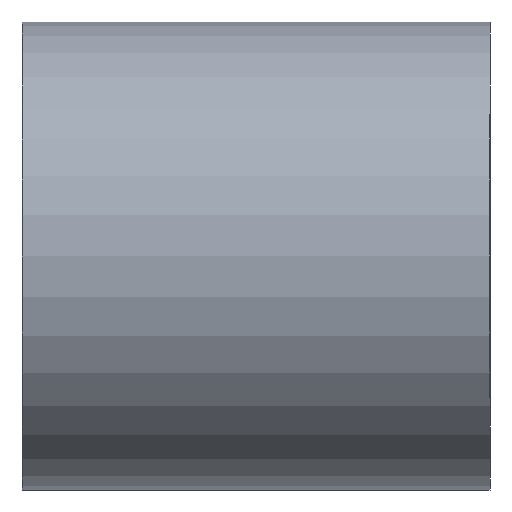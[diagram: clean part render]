
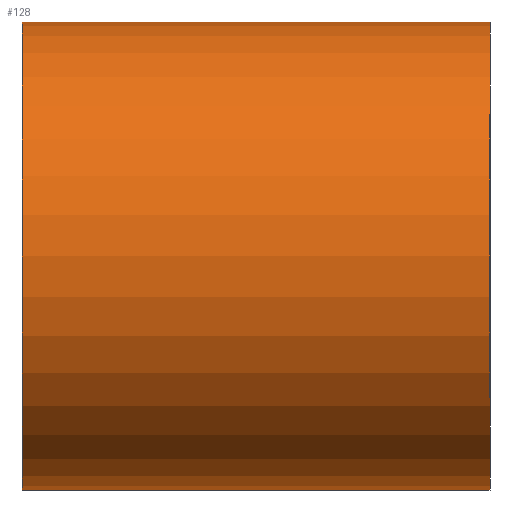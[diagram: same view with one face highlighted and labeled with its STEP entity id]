
A CAD part, left-side view. The second image highlights one B-rep face of the part: STEP entity #128.
In plain terms, the highlighted cylindrical face has radius 5 mm (diameter 10 mm), a partial arc.
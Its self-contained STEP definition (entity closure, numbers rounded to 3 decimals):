
#66 = VERTEX_POINT ( 'NONE', #1177 ) ;
#69 = EDGE_CURVE ( 'NONE', #77, #70, #1170, .T. ) ;
#70 = VERTEX_POINT ( 'NONE', #1166 ) ;
#71 = VERTEX_POINT ( 'NONE', #1165 ) ;
#77 = VERTEX_POINT ( 'NONE', #1159 ) ;
#80 = EDGE_CURVE ( 'NONE', #66, #71, #1277, .T. ) ;
#106 = EDGE_CURVE ( 'NONE', #70, #71, #1269, .T. ) ;
#125 = ORIENTED_EDGE ( 'NONE', *, *, #106, .T. ) ;
#126 = ORIENTED_EDGE ( 'NONE', *, *, #69, .T. ) ;
#127 = ORIENTED_EDGE ( 'NONE', *, *, #130, .T. ) ;
#128 = ADVANCED_FACE ( 'NONE', ( #1305 ), #1304, .T. ) ;
#129 = EDGE_LOOP ( 'NONE', ( #131, #127, #126, #125 ) ) ;
#130 = EDGE_CURVE ( 'NONE', #66, #77, #1302, .T. ) ;
#131 = ORIENTED_EDGE ( 'NONE', *, *, #80, .F. ) ;
#1159 = CARTESIAN_POINT ( 'NONE',  ( 0., -5., 5. ) ) ;
#1165 = CARTESIAN_POINT ( 'NONE',  ( 0., 5., -5. ) ) ;
#1166 = CARTESIAN_POINT ( 'NONE',  ( 0., 5., 5. ) ) ;
#1167 = DIRECTION ( 'NONE',  ( 0., 1., 0. ) ) ;
#1168 = VECTOR ( 'NONE', #1167, 1000. ) ;
#1169 = CARTESIAN_POINT ( 'NONE',  ( 0., 13.586, 5. ) ) ;
#1170 = LINE ( 'NONE', #1169, #1168 ) ;
#1177 = CARTESIAN_POINT ( 'NONE',  ( 0., -5., -5. ) ) ;
#1265 = DIRECTION ( 'NONE',  ( 0., 0., -1. ) ) ;
#1266 = DIRECTION ( 'NONE',  ( 0., -1., 0. ) ) ;
#1267 = CARTESIAN_POINT ( 'NONE',  ( 0., 5., 0. ) ) ;
#1268 = AXIS2_PLACEMENT_3D ( 'NONE', #1267, #1266, #1265 ) ;
#1269 = CIRCLE ( 'NONE', #1268, 5. ) ;
#1274 = DIRECTION ( 'NONE',  ( 0., 1., 0. ) ) ;
#1275 = VECTOR ( 'NONE', #1274, 1000. ) ;
#1276 = CARTESIAN_POINT ( 'NONE',  ( 0., 13.586, -5. ) ) ;
#1277 = LINE ( 'NONE', #1276, #1275 ) ;
#1295 = DIRECTION ( 'NONE',  ( 0., 0., 1. ) ) ;
#1296 = DIRECTION ( 'NONE',  ( 0., 1., 0. ) ) ;
#1297 = CARTESIAN_POINT ( 'NONE',  ( 0., -5., 0. ) ) ;
#1298 = AXIS2_PLACEMENT_3D ( 'NONE', #1297, #1296, #1295 ) ;
#1299 = DIRECTION ( 'NONE',  ( 0., 0., 1. ) ) ;
#1300 = DIRECTION ( 'NONE',  ( 0., 1., 0. ) ) ;
#1301 = AXIS2_PLACEMENT_3D ( 'NONE', #1303, #1300, #1299 ) ;
#1302 = CIRCLE ( 'NONE', #1298, 5. ) ;
#1303 = CARTESIAN_POINT ( 'NONE',  ( 0., 13.586, 0. ) ) ;
#1304 = CYLINDRICAL_SURFACE ( 'NONE', #1301, 5. ) ;
#1305 = FACE_OUTER_BOUND ( 'NONE', #129, .T. ) ;
